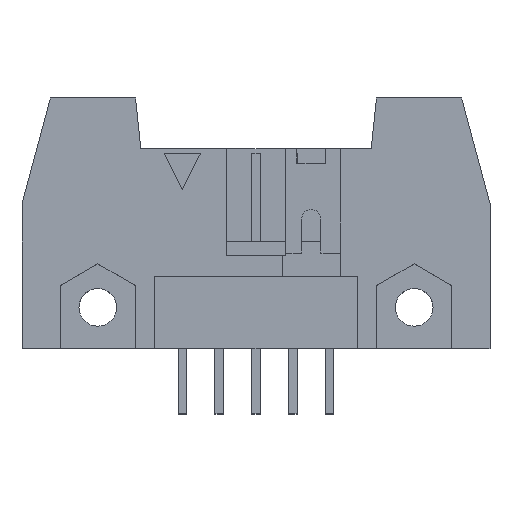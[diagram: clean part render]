
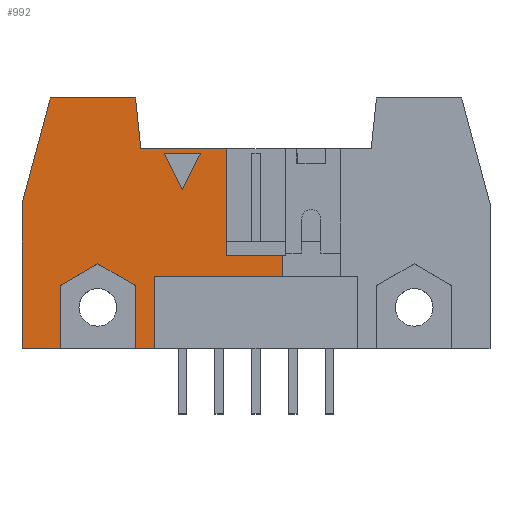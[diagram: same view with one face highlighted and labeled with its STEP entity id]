
A CAD part, top view. The second image highlights one B-rep face of the part: STEP entity #992.
In plain terms, the highlighted planar face has unit normal (0, 0, 1).
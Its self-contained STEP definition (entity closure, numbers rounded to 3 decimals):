
#797=FACE_BOUND('',#1589,.T.);
#798=FACE_BOUND('',#1590,.T.);
#992=ADVANCED_FACE('F134',(#797,#798),#1181,.T.);
#1181=PLANE('',#4682);
#1589=EDGE_LOOP('',(#2602,#2603,#2604,#2605,#2606,#2607,#2608,#2609,#2610,
#2611,#2612,#2613,#2614,#2615,#2616,#2617));
#1590=EDGE_LOOP('',(#2618,#2619,#2620));
#2602=ORIENTED_EDGE('',*,*,#3475,.T.);
#2603=ORIENTED_EDGE('',*,*,#3473,.T.);
#2604=ORIENTED_EDGE('',*,*,#3370,.T.);
#2605=ORIENTED_EDGE('',*,*,#3368,.F.);
#2606=ORIENTED_EDGE('',*,*,#3377,.F.);
#2607=ORIENTED_EDGE('',*,*,#3380,.F.);
#2608=ORIENTED_EDGE('',*,*,#3383,.F.);
#2609=ORIENTED_EDGE('',*,*,#3424,.F.);
#2610=ORIENTED_EDGE('',*,*,#3440,.F.);
#2611=ORIENTED_EDGE('',*,*,#3165,.T.);
#2612=ORIENTED_EDGE('',*,*,#3168,.T.);
#2613=ORIENTED_EDGE('',*,*,#3171,.T.);
#2614=ORIENTED_EDGE('',*,*,#3174,.T.);
#2615=ORIENTED_EDGE('',*,*,#3439,.F.);
#2616=ORIENTED_EDGE('',*,*,#3441,.T.);
#2617=ORIENTED_EDGE('',*,*,#3444,.T.);
#2618=ORIENTED_EDGE('',*,*,#3113,.T.);
#2619=ORIENTED_EDGE('',*,*,#3106,.T.);
#2620=ORIENTED_EDGE('',*,*,#3110,.T.);
#2718=VERTEX_POINT('',#5909);
#2719=VERTEX_POINT('',#5911);
#2721=VERTEX_POINT('',#5917);
#2756=VERTEX_POINT('',#6028);
#2758=VERTEX_POINT('',#6032);
#2760=VERTEX_POINT('',#6038);
#2762=VERTEX_POINT('',#6044);
#2764=VERTEX_POINT('',#6050);
#2896=VERTEX_POINT('',#6440);
#2899=VERTEX_POINT('',#6445);
#2901=VERTEX_POINT('',#6451);
#2903=VERTEX_POINT('',#6461);
#2905=VERTEX_POINT('',#6467);
#2907=VERTEX_POINT('',#6473);
#2932=VERTEX_POINT('',#6553);
#2941=VERTEX_POINT('',#6583);
#2942=VERTEX_POINT('',#6588);
#2943=VERTEX_POINT('',#6592);
#2960=VERTEX_POINT('',#6650);
#3106=EDGE_CURVE('E369',#2719,#2718,#3621,.T.);
#3110=EDGE_CURVE('E371',#2718,#2721,#3625,.T.);
#3113=EDGE_CURVE('E367',#2721,#2719,#3628,.T.);
#3165=EDGE_CURVE('E221',#2756,#2758,#3680,.T.);
#3168=EDGE_CURVE('E224',#2758,#2760,#3683,.T.);
#3171=EDGE_CURVE('E227',#2760,#2762,#3686,.T.);
#3174=EDGE_CURVE('E230',#2762,#2764,#3689,.T.);
#3368=EDGE_CURVE('E250',#2899,#2896,#3873,.T.);
#3370=EDGE_CURVE('E275',#2901,#2896,#3875,.T.);
#3377=EDGE_CURVE('E241',#2903,#2899,#3882,.T.);
#3380=EDGE_CURVE('E359',#2905,#2903,#3885,.T.);
#3383=EDGE_CURVE('E319',#2907,#2905,#3888,.T.);
#3424=EDGE_CURVE('E360',#2932,#2907,#3923,.T.);
#3439=EDGE_CURVE('E108',#2941,#2764,#3938,.T.);
#3440=EDGE_CURVE('E112',#2756,#2932,#3939,.T.);
#3441=EDGE_CURVE('E268',#2941,#2942,#3940,.T.);
#3444=EDGE_CURVE('E193',#2942,#2943,#3943,.T.);
#3473=EDGE_CURVE('E194',#2960,#2901,#3970,.T.);
#3475=EDGE_CURVE('E174',#2943,#2960,#3972,.T.);
#3621=LINE('',#5910,#4118);
#3625=LINE('',#5919,#4122);
#3628=LINE('',#5924,#4125);
#3680=LINE('',#6033,#4177);
#3683=LINE('',#6039,#4180);
#3686=LINE('',#6045,#4183);
#3689=LINE('',#6051,#4186);
#3873=LINE('',#6446,#4370);
#3875=LINE('',#6450,#4372);
#3882=LINE('',#6462,#4379);
#3885=LINE('',#6468,#4382);
#3888=LINE('',#6474,#4385);
#3923=LINE('',#6554,#4420);
#3938=LINE('',#6584,#4435);
#3939=LINE('',#6585,#4436);
#3940=LINE('',#6587,#4437);
#3943=LINE('',#6594,#4440);
#3970=LINE('',#6649,#4467);
#3972=LINE('',#6653,#4469);
#4118=VECTOR('',#4950,1.);
#4122=VECTOR('',#4956,1.);
#4125=VECTOR('',#4963,1.);
#4177=VECTOR('',#5057,1.);
#4180=VECTOR('',#5062,1.);
#4183=VECTOR('',#5067,1.);
#4186=VECTOR('',#5072,1.);
#4370=VECTOR('',#5408,1.);
#4372=VECTOR('',#5412,1.);
#4379=VECTOR('',#5423,1.);
#4382=VECTOR('',#5428,1.);
#4385=VECTOR('',#5433,1.);
#4420=VECTOR('',#5508,1.);
#4435=VECTOR('',#5535,1.);
#4436=VECTOR('',#5536,1.);
#4437=VECTOR('',#5539,1.);
#4440=VECTOR('',#5544,1.);
#4467=VECTOR('',#5597,1.);
#4469=VECTOR('',#5601,1.);
#4682=AXIS2_PLACEMENT_3D('',#6655,#5604,#5605);
#4950=DIRECTION('',(-0.447,-0.894,0.));
#4956=DIRECTION('',(-0.447,0.894,0.));
#4963=DIRECTION('',(1.,0.,0.));
#5057=DIRECTION('',(0.,1.,0.));
#5062=DIRECTION('',(0.866,0.5,0.));
#5067=DIRECTION('',(0.866,-0.5,0.));
#5072=DIRECTION('',(0.,-1.,0.));
#5408=DIRECTION('',(1.,0.,0.));
#5412=DIRECTION('',(0.,1.,0.));
#5423=DIRECTION('',(0.103,-0.995,0.));
#5428=DIRECTION('',(1.,0.,0.));
#5433=DIRECTION('',(0.259,0.966,0.));
#5508=DIRECTION('',(0.,1.,0.));
#5535=DIRECTION('',(-1.,0.,0.));
#5536=DIRECTION('',(-1.,0.,0.));
#5539=DIRECTION('',(0.,1.,0.));
#5544=DIRECTION('',(1.,0.,0.));
#5597=DIRECTION('',(-1.,0.,0.));
#5601=DIRECTION('',(0.,1.,0.));
#5604=DIRECTION('',(0.,0.,1.));
#5605=DIRECTION('',(1.,0.,0.));
#5909=CARTESIAN_POINT('',(-20.503,13.59,8.5));
#5910=CARTESIAN_POINT('',(-19.878,14.84,8.5));
#5911=CARTESIAN_POINT('',(-19.253,16.09,8.5));
#5917=CARTESIAN_POINT('',(-21.753,16.09,8.5));
#5919=CARTESIAN_POINT('',(-21.128,14.84,8.5));
#5924=CARTESIAN_POINT('',(-20.503,16.09,8.5));
#6028=CARTESIAN_POINT('',(-28.943,2.59,8.5));
#6032=CARTESIAN_POINT('',(-28.943,6.945,8.5));
#6033=CARTESIAN_POINT('',(-28.943,4.768,8.5));
#6038=CARTESIAN_POINT('',(-26.343,8.446,8.5));
#6039=CARTESIAN_POINT('',(-27.643,7.696,8.5));
#6044=CARTESIAN_POINT('',(-23.743,6.945,8.5));
#6045=CARTESIAN_POINT('',(-25.043,7.696,8.5));
#6050=CARTESIAN_POINT('',(-23.743,2.59,8.5));
#6051=CARTESIAN_POINT('',(-23.743,4.768,8.5));
#6440=CARTESIAN_POINT('',(-17.473,16.39,8.5));
#6445=CARTESIAN_POINT('',(-23.374,16.39,8.5));
#6446=CARTESIAN_POINT('',(-20.424,16.39,8.5));
#6450=CARTESIAN_POINT('',(-17.473,12.69,8.5));
#6451=CARTESIAN_POINT('',(-17.473,8.99,8.5));
#6461=CARTESIAN_POINT('',(-23.738,19.89,8.5));
#6462=CARTESIAN_POINT('',(-23.556,18.14,8.5));
#6467=CARTESIAN_POINT('',(-29.617,19.89,8.5));
#6468=CARTESIAN_POINT('',(-26.677,19.89,8.5));
#6473=CARTESIAN_POINT('',(-31.573,12.59,8.5));
#6474=CARTESIAN_POINT('',(-30.595,16.24,8.5));
#6553=CARTESIAN_POINT('',(-31.573,2.59,8.5));
#6554=CARTESIAN_POINT('',(-31.573,7.59,8.5));
#6583=CARTESIAN_POINT('',(-22.423,2.59,8.5));
#6584=CARTESIAN_POINT('',(-23.083,2.59,8.5));
#6585=CARTESIAN_POINT('',(-30.258,2.59,8.5));
#6587=CARTESIAN_POINT('',(-22.423,5.09,8.5));
#6588=CARTESIAN_POINT('',(-22.423,7.59,8.5));
#6592=CARTESIAN_POINT('',(-13.613,7.59,8.5));
#6594=CARTESIAN_POINT('',(-18.018,7.59,8.5));
#6649=CARTESIAN_POINT('',(-15.543,8.99,8.5));
#6650=CARTESIAN_POINT('',(-13.613,8.99,8.5));
#6653=CARTESIAN_POINT('',(-13.613,8.29,8.5));
#6655=CARTESIAN_POINT('',(-33.188,1.725,8.5));
